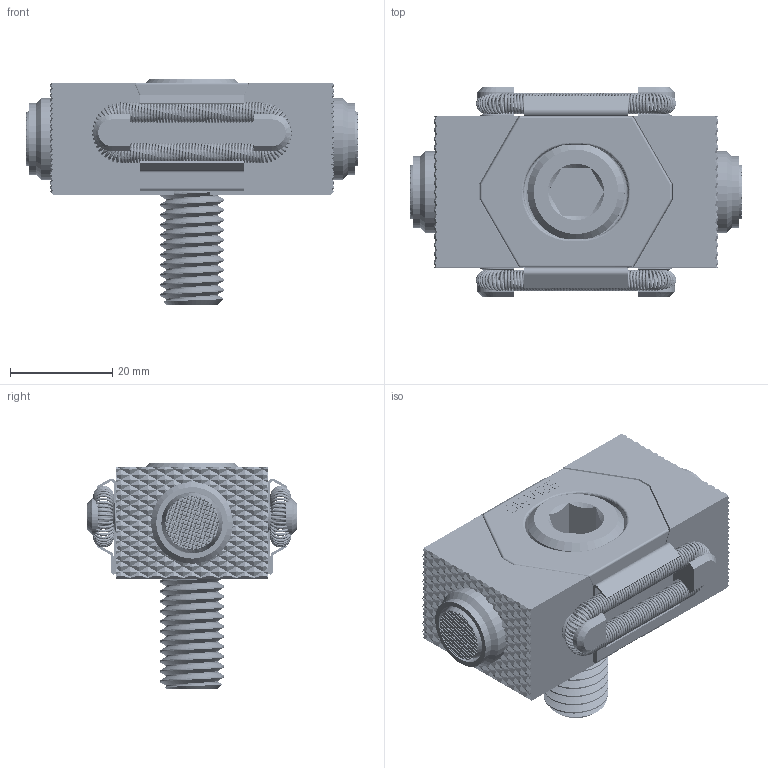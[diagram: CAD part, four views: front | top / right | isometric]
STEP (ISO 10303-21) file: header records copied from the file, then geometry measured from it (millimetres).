
FILE_DESCRIPTION (( 'STEP AP214' ), '1' );
FILE_NAME ('47186.STEP', '2016-10-28T17:52:12', ( 'Mike W' ), ( '' ), 'SwSTEP 2.0', 'SolidWorks 2016', '' );
FILE_SCHEMA (( 'AUTOMOTIVE_DESIGN' ));
Length unit declared in the file: inch
Products named in the file (11): 1213114 SHCS_1213114 SHCS; 47135_47135; JDK-P_S_D_S_DTY; JDK P S; 47134_47134; D-kuukeli; D-kuukelin runko; 47137_47137; PLDK2-VT-B; 47186
Assembly tree (14 placements, depth 3):
  47186
    PLDK2-VT-B  x2
    47137_47137  x2
    D-kuukeli  x2
      D-kuukelin runko
      D-kuukeli
    47134_47134
    47135_47135  x2
      JDK P S
      JDK-P_S_D_S_DTY
    1213114 SHCS_1213114 SHCS
Bounding box: 65.02 x 41 x 44.45 mm (x, y, z)
Volume: 39506.9 mm3; surface area: 25606.1 mm2
Topology: 14 solids, 14 shells, 5730 faces, 13593 edges, 7706 vertices
Faces by surface type: plane 3885, bspline 1640, cylinder 162, cone 31, torus 12
Entity records: 137490 total; most frequent: CARTESIAN_POINT 37178, ORIENTED_EDGE 14506, DIRECTION 12512, EDGE_CURVE 7253, AXIS2_PLACEMENT_3D 4243, VERTEX_POINT 4158, VECTOR 4026, LINE 4026
